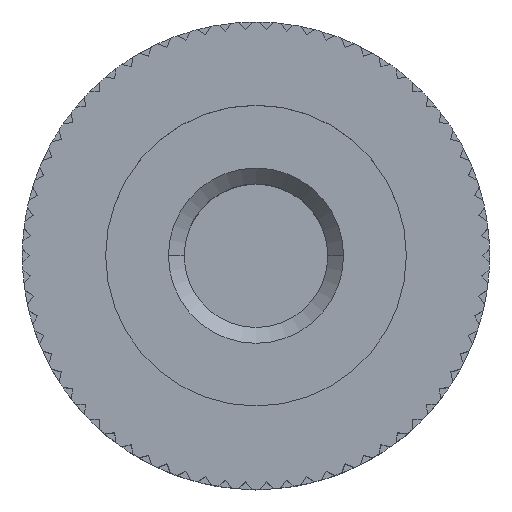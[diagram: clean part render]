
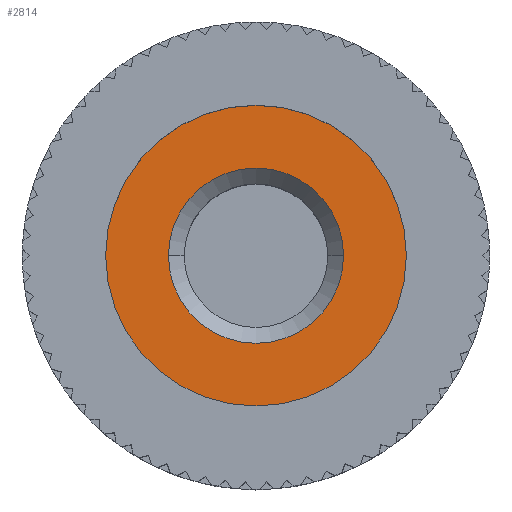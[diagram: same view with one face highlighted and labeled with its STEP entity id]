
A CAD part, top view. The second image highlights one B-rep face of the part: STEP entity #2814.
In plain terms, the highlighted planar face has unit normal (0, 0, 1).
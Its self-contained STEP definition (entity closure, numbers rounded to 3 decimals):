
#1408=EDGE_CURVE('',#3902,#3622,#4179,.T.);
#1654=EDGE_CURVE('',#3622,#3902,#4447,.T.);
#1936=VERTEX_POINT('',#4753);
#2138=EDGE_CURVE('',#2320,#1936,#4972,.T.);
#2320=VERTEX_POINT('',#5173);
#2814=ADVANCED_FACE('',(#5713,#5714),#5715,.T.);
#3622=VERTEX_POINT('',#6593);
#3902=VERTEX_POINT('',#6892);
#3962=EDGE_CURVE('',#1936,#2320,#6958,.T.);
#4179=CIRCLE('',#7183,6.2);
#4447=CIRCLE('',#7570,6.2);
#4753=CARTESIAN_POINT('',(3.0,0.,-1.6));
#4972=CIRCLE('',#8303,3.0);
#5173=CARTESIAN_POINT('',(-3.0,0.,-1.6));
#5713=FACE_BOUND('',#9307,.T.);
#5714=FACE_OUTER_BOUND('',#9308,.T.);
#5715=PLANE('',#9309);
#6593=CARTESIAN_POINT('',(-6.2,0.,-1.6));
#6892=CARTESIAN_POINT('',(6.2,0.,-1.6));
#6958=CIRCLE('',#11052,3.0);
#7183=AXIS2_PLACEMENT_3D('',#11360,#11361,#11362);
#7570=AXIS2_PLACEMENT_3D('',#11641,#11642,#11643);
#8303=AXIS2_PLACEMENT_3D('',#12158,#12159,#12160);
#9307=EDGE_LOOP('',(#13011,#13012));
#9308=EDGE_LOOP('',(#13013,#13014));
#9309=AXIS2_PLACEMENT_3D('',#13015,#13016,#13017);
#11052=AXIS2_PLACEMENT_3D('',#14385,#14386,#14387);
#11360=CARTESIAN_POINT('',(0.0,0.,-1.6));
#11361=DIRECTION('',(-0.0,0.,1.0));
#11362=DIRECTION('',(1.0,0.0,0.0));
#11641=CARTESIAN_POINT('',(0.0,0.,-1.6));
#11642=DIRECTION('',(-0.0,0.,1.0));
#11643=DIRECTION('',(1.0,0.0,0.0));
#12158=CARTESIAN_POINT('',(0.,0.,-1.6));
#12159=DIRECTION('',(0.0,0.,-1.0));
#12160=DIRECTION('',(1.0,0.0,0.0));
#13011=ORIENTED_EDGE('',*,*,#3962,.T.);
#13012=ORIENTED_EDGE('',*,*,#2138,.T.);
#13013=ORIENTED_EDGE('',*,*,#1408,.T.);
#13014=ORIENTED_EDGE('',*,*,#1654,.T.);
#13015=CARTESIAN_POINT('',(3.1,0.,-1.6));
#13016=DIRECTION('',(-0.0,0.,1.0));
#13017=DIRECTION('',(1.0,0.0,0.0));
#14385=CARTESIAN_POINT('',(0.,0.,-1.6));
#14386=DIRECTION('',(0.0,0.,-1.0));
#14387=DIRECTION('',(1.0,0.0,0.0));
